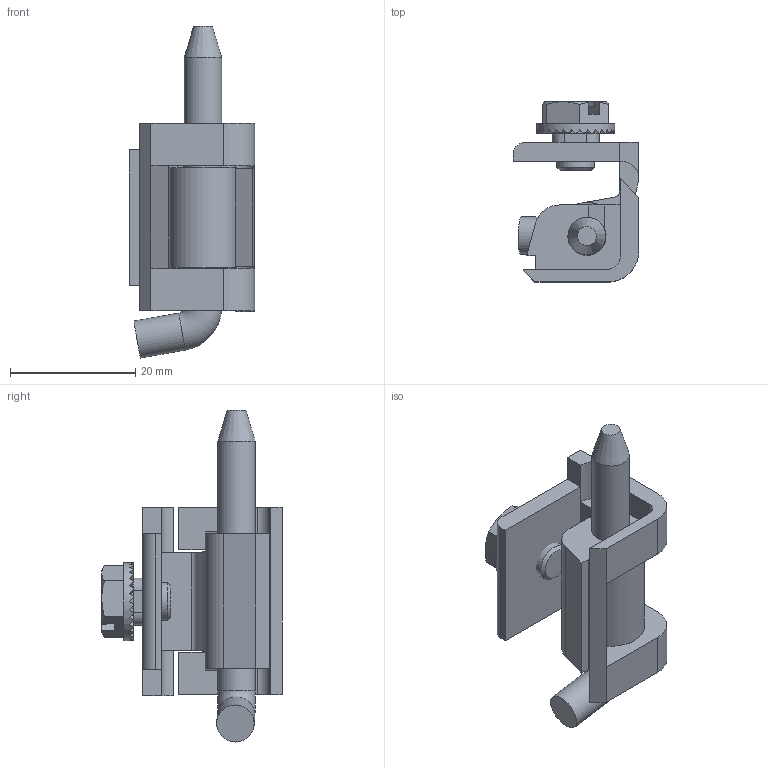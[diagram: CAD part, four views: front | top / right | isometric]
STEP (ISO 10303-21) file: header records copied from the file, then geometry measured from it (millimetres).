
FILE_DESCRIPTION( ( 'STEP AP203' ), '1' );
FILE_NAME( '297.M.F.2.22.step', '2006-12-22T13:44:04', ( ' ' ), ( ' ' ), 'XStep 1.0', ' ', ' ' );
FILE_SCHEMA( ( 'CONFIG_CONTROL_DESIGN' ) );
Length unit declared in the file: millimetre
Products named in the file (4): 1; 2; 3; 4
Bounding box: 20.1 x 28.8 x 53 mm (x, y, z)
Volume: 6933.2 mm3; surface area: 6447.8 mm2
Topology: 4 solids, 4 shells, 241 faces, 681 edges, 450 vertices
Faces by surface type: plane 196, cylinder 26, cone 10, bspline 8, torus 1
Full cylindrical faces by diameter (mm): 5.1 x1, 6 x3, 6.1 x2, 6.3 x1, 10.8 x1, 12.5 x1
Entity records: 8065 total; most frequent: CARTESIAN_POINT 1686, ORIENTED_EDGE 1324, DIRECTION 1243, EDGE_CURVE 662, LINE 459, VECTOR 459, VERTEX_POINT 445, AXIS2_PLACEMENT_3D 392
